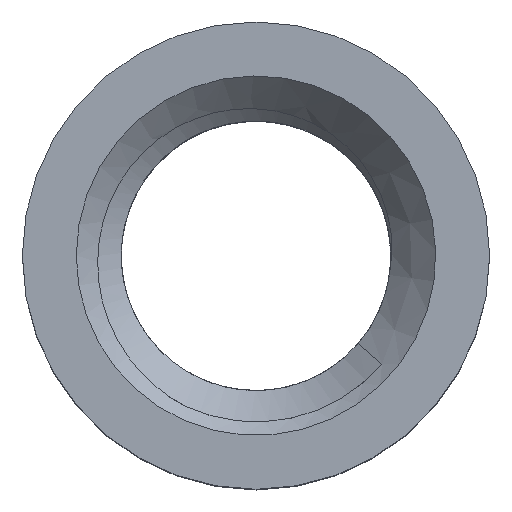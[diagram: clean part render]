
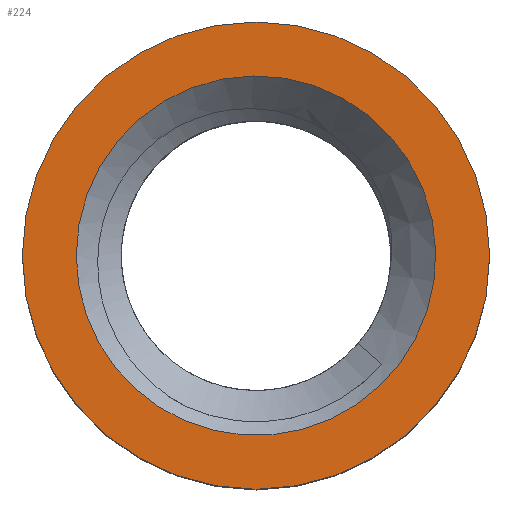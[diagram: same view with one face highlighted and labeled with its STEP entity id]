
A CAD part, top view. The second image highlights one B-rep face of the part: STEP entity #224.
In plain terms, the highlighted planar face has unit normal (0, 0, 1).
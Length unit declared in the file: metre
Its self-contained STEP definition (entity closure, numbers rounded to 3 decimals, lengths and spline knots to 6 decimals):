
#38=ORIENTED_EDGE('',*,*,#92,.T.);
#39=ORIENTED_EDGE('',*,*,#93,.F.);
#92=EDGE_CURVE('',#119,#119,#141,.T.);
#93=EDGE_CURVE('',#120,#120,#142,.T.);
#119=VERTEX_POINT('',#358);
#120=VERTEX_POINT('',#360);
#141=CIRCLE('',#256,0.01);
#142=CIRCLE('',#257,0.013);
#157=EDGE_LOOP('',(#38));
#158=EDGE_LOOP('',(#39));
#188=FACE_BOUND('',#157,.T.);
#189=FACE_BOUND('',#158,.T.);
#219=PLANE('',#255);
#224=ADVANCED_FACE('',(#188,#189),#219,.F.);
#255=AXIS2_PLACEMENT_3D('',#356,#289,#290);
#256=AXIS2_PLACEMENT_3D('',#357,#291,#292);
#257=AXIS2_PLACEMENT_3D('',#359,#293,#294);
#289=DIRECTION('',(0.,0.,-1.));
#290=DIRECTION('',(-1.,0.,0.));
#291=DIRECTION('',(0.,0.,-1.));
#292=DIRECTION('',(-1.,0.,0.));
#293=DIRECTION('',(0.,0.,-1.));
#294=DIRECTION('',(-1.,0.,0.));
#356=CARTESIAN_POINT('',(0.,0.01025,0.022));
#357=CARTESIAN_POINT('',(0.,0.,0.022));
#358=CARTESIAN_POINT('',(-0.01,0.,0.022));
#359=CARTESIAN_POINT('',(0.,0.,0.022));
#360=CARTESIAN_POINT('',(-0.013,0.,0.022));
